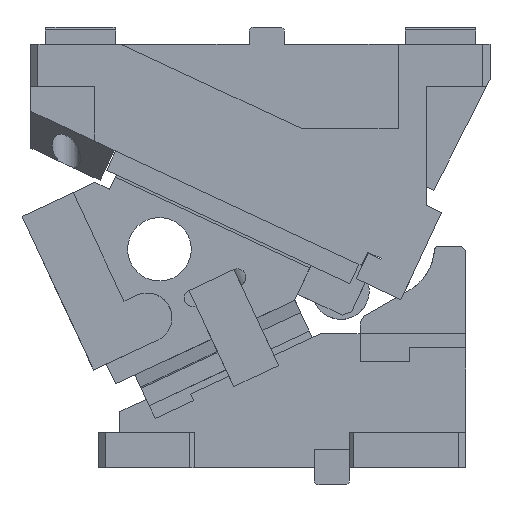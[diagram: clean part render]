
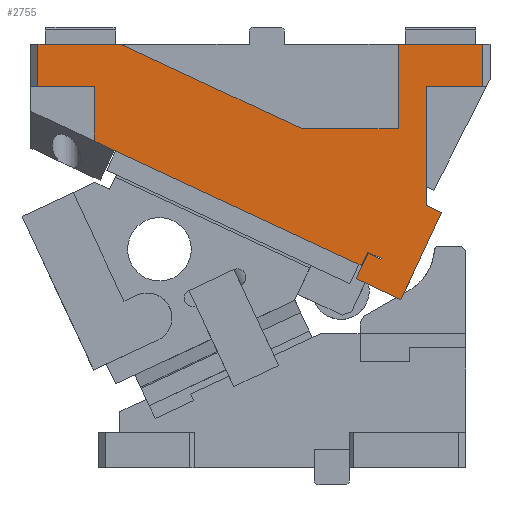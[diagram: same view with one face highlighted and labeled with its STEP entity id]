
A CAD part, left-side view. The second image highlights one B-rep face of the part: STEP entity #2755.
In plain terms, the highlighted planar face has unit normal (-1, 0, 0).
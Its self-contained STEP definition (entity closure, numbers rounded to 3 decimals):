
#1197=CARTESIAN_POINT('Vertex',(-307.656,858.905,-68.646)) ;
#1211=CARTESIAN_POINT('Vertex',(-307.656,843.935,-75.626)) ;
#1214=CARTESIAN_POINT('Line Origine',(-307.656,851.42,-72.136)) ;
#2149=CARTESIAN_POINT('Line Origine',(-307.656,623.905,-71.861)) ;
#2153=CARTESIAN_POINT('Vertex',(-307.656,623.905,-113.723)) ;
#2155=CARTESIAN_POINT('Vertex',(-307.656,623.905,-30.)) ;
#2186=CARTESIAN_POINT('Vertex',(-307.656,583.905,-30.)) ;
#2189=CARTESIAN_POINT('Line Origine',(-307.656,603.905,-30.)) ;
#2352=CARTESIAN_POINT('Vertex',(-307.656,583.905,0.)) ;
#2355=CARTESIAN_POINT('Line Origine',(-307.656,583.905,-15.)) ;
#2549=CARTESIAN_POINT('Line Origine',(-307.656,858.905,-49.323)) ;
#2553=CARTESIAN_POINT('Vertex',(-307.656,858.905,-30.)) ;
#2603=CARTESIAN_POINT('Axis2P3D Location',(-307.656,739.759,-58.18)) ;
#2608=CARTESIAN_POINT('Line Origine',(-307.656,670.83,-156.347)) ;
#2612=CARTESIAN_POINT('Vertex',(-307.656,671.736,-155.924)) ;
#2614=CARTESIAN_POINT('Vertex',(-307.656,669.924,-156.769)) ;
#2617=CARTESIAN_POINT('Line Origine',(-307.656,667.705,-152.011)) ;
#2621=CARTESIAN_POINT('Vertex',(-307.656,665.486,-147.253)) ;
#2624=CARTESIAN_POINT('Line Origine',(-307.656,660.728,-149.472)) ;
#2628=CARTESIAN_POINT('Vertex',(-307.656,655.97,-151.69)) ;
#2631=CARTESIAN_POINT('Line Origine',(-307.656,656.076,-151.917)) ;
#2635=CARTESIAN_POINT('Vertex',(-307.656,656.181,-152.144)) ;
#2638=CARTESIAN_POINT('Line Origine',(-307.656,660.713,-150.03)) ;
#2642=CARTESIAN_POINT('Vertex',(-307.656,665.244,-147.917)) ;
#2645=CARTESIAN_POINT('Line Origine',(-307.656,669.471,-156.98)) ;
#2649=CARTESIAN_POINT('Vertex',(-307.656,673.697,-166.044)) ;
#2652=CARTESIAN_POINT('Line Origine',(-307.656,657.836,-173.439)) ;
#2656=CARTESIAN_POINT('Vertex',(-307.656,641.976,-180.835)) ;
#2659=CARTESIAN_POINT('Line Origine',(-307.656,627.607,-150.021)) ;
#2663=CARTESIAN_POINT('Vertex',(-307.656,613.238,-119.206)) ;
#2666=CARTESIAN_POINT('Line Origine',(-307.656,618.676,-116.671)) ;
#2670=CARTESIAN_POINT('Vertex',(-307.656,624.114,-114.135)) ;
#2673=CARTESIAN_POINT('Line Origine',(-307.656,624.009,-113.929)) ;
#2678=CARTESIAN_POINT('Line Origine',(-307.656,613.905,0.)) ;
#2682=CARTESIAN_POINT('Vertex',(-307.656,643.905,0.)) ;
#2685=CARTESIAN_POINT('Line Origine',(-307.656,643.905,-30.)) ;
#2689=CARTESIAN_POINT('Vertex',(-307.656,643.905,-60.)) ;
#2692=CARTESIAN_POINT('Line Origine',(-307.656,677.858,-60.)) ;
#2696=CARTESIAN_POINT('Vertex',(-307.656,711.812,-60.)) ;
#2699=CARTESIAN_POINT('Line Origine',(-307.656,776.147,-30.)) ;
#2703=CARTESIAN_POINT('Vertex',(-307.656,840.482,0.)) ;
#2706=CARTESIAN_POINT('Line Origine',(-307.656,869.693,0.)) ;
#2710=CARTESIAN_POINT('Vertex',(-307.656,898.905,0.)) ;
#2713=CARTESIAN_POINT('Line Origine',(-307.656,898.905,-15.)) ;
#2717=CARTESIAN_POINT('Vertex',(-307.656,898.905,-30.)) ;
#2720=CARTESIAN_POINT('Line Origine',(-307.656,878.905,-30.)) ;
#2725=CARTESIAN_POINT('Line Origine',(-307.656,757.836,-115.775)) ;
#1215=DIRECTION('Vector Direction',(0.,-0.906,-0.423)) ;
#2150=DIRECTION('Vector Direction',(0.,0.,1.)) ;
#2190=DIRECTION('Vector Direction',(0.,-1.,0.)) ;
#2356=DIRECTION('Vector Direction',(0.,0.,-1.)) ;
#2550=DIRECTION('Vector Direction',(0.,0.,-1.)) ;
#2604=DIRECTION('Axis2P3D Direction',(1.,0.,0.)) ;
#2605=DIRECTION('Axis2P3D XDirection',(0.,1.,0.)) ;
#2609=DIRECTION('Vector Direction',(0.,-0.906,-0.423)) ;
#2618=DIRECTION('Vector Direction',(0.,-0.423,0.906)) ;
#2625=DIRECTION('Vector Direction',(0.,-0.906,-0.423)) ;
#2632=DIRECTION('Vector Direction',(0.,0.423,-0.906)) ;
#2639=DIRECTION('Vector Direction',(0.,-0.906,-0.423)) ;
#2646=DIRECTION('Vector Direction',(0.,-0.423,0.906)) ;
#2653=DIRECTION('Vector Direction',(0.,0.906,0.423)) ;
#2660=DIRECTION('Vector Direction',(0.,0.423,-0.906)) ;
#2667=DIRECTION('Vector Direction',(0.,0.906,0.423)) ;
#2674=DIRECTION('Vector Direction',(0.,-0.452,0.892)) ;
#2679=DIRECTION('Vector Direction',(0.,-1.,0.)) ;
#2686=DIRECTION('Vector Direction',(0.,0.,-1.)) ;
#2693=DIRECTION('Vector Direction',(0.,1.,0.)) ;
#2700=DIRECTION('Vector Direction',(0.,-0.906,-0.423)) ;
#2707=DIRECTION('Vector Direction',(0.,-1.,0.)) ;
#2714=DIRECTION('Vector Direction',(0.,0.,1.)) ;
#2721=DIRECTION('Vector Direction',(0.,-1.,0.)) ;
#2726=DIRECTION('Vector Direction',(0.,-0.906,-0.423)) ;
#2606=AXIS2_PLACEMENT_3D('Plane Axis2P3D',#2603,#2604,#2605) ;
#2731=ORIENTED_EDGE('',*,*,#2616,.T.) ;
#2732=ORIENTED_EDGE('',*,*,#2623,.T.) ;
#2733=ORIENTED_EDGE('',*,*,#2630,.T.) ;
#2734=ORIENTED_EDGE('',*,*,#2637,.T.) ;
#2735=ORIENTED_EDGE('',*,*,#2644,.F.) ;
#2736=ORIENTED_EDGE('',*,*,#2651,.F.) ;
#2737=ORIENTED_EDGE('',*,*,#2658,.F.) ;
#2738=ORIENTED_EDGE('',*,*,#2665,.F.) ;
#2739=ORIENTED_EDGE('',*,*,#2672,.T.) ;
#2740=ORIENTED_EDGE('',*,*,#2677,.T.) ;
#2741=ORIENTED_EDGE('',*,*,#2157,.T.) ;
#2742=ORIENTED_EDGE('',*,*,#2193,.T.) ;
#2743=ORIENTED_EDGE('',*,*,#2359,.F.) ;
#2744=ORIENTED_EDGE('',*,*,#2684,.F.) ;
#2745=ORIENTED_EDGE('',*,*,#2691,.T.) ;
#2746=ORIENTED_EDGE('',*,*,#2698,.T.) ;
#2747=ORIENTED_EDGE('',*,*,#2705,.F.) ;
#2748=ORIENTED_EDGE('',*,*,#2712,.F.) ;
#2749=ORIENTED_EDGE('',*,*,#2719,.F.) ;
#2750=ORIENTED_EDGE('',*,*,#2724,.T.) ;
#2751=ORIENTED_EDGE('',*,*,#2555,.T.) ;
#2752=ORIENTED_EDGE('',*,*,#1218,.T.) ;
#2753=ORIENTED_EDGE('',*,*,#2729,.T.) ;
#1216=VECTOR('Line Direction',#1215,1.) ;
#2151=VECTOR('Line Direction',#2150,1.) ;
#2191=VECTOR('Line Direction',#2190,1.) ;
#2357=VECTOR('Line Direction',#2356,1.) ;
#2551=VECTOR('Line Direction',#2550,1.) ;
#2610=VECTOR('Line Direction',#2609,1.) ;
#2619=VECTOR('Line Direction',#2618,1.) ;
#2626=VECTOR('Line Direction',#2625,1.) ;
#2633=VECTOR('Line Direction',#2632,1.) ;
#2640=VECTOR('Line Direction',#2639,1.) ;
#2647=VECTOR('Line Direction',#2646,1.) ;
#2654=VECTOR('Line Direction',#2653,1.) ;
#2661=VECTOR('Line Direction',#2660,1.) ;
#2668=VECTOR('Line Direction',#2667,1.) ;
#2675=VECTOR('Line Direction',#2674,1.) ;
#2680=VECTOR('Line Direction',#2679,1.) ;
#2687=VECTOR('Line Direction',#2686,1.) ;
#2694=VECTOR('Line Direction',#2693,1.) ;
#2701=VECTOR('Line Direction',#2700,1.) ;
#2708=VECTOR('Line Direction',#2707,1.) ;
#2715=VECTOR('Line Direction',#2714,1.) ;
#2722=VECTOR('Line Direction',#2721,1.) ;
#2727=VECTOR('Line Direction',#2726,1.) ;
#2755=ADVANCED_FACE('CAM HOLDER',(#2754),#2607,.F.) ;
#1218=EDGE_CURVE('',#1198,#1212,#1217,.T.) ;
#2157=EDGE_CURVE('',#2154,#2156,#2152,.T.) ;
#2193=EDGE_CURVE('',#2156,#2187,#2192,.T.) ;
#2359=EDGE_CURVE('',#2353,#2187,#2358,.T.) ;
#2555=EDGE_CURVE('',#2554,#1198,#2552,.T.) ;
#2616=EDGE_CURVE('',#2613,#2615,#2611,.T.) ;
#2623=EDGE_CURVE('',#2615,#2622,#2620,.T.) ;
#2630=EDGE_CURVE('',#2622,#2629,#2627,.T.) ;
#2637=EDGE_CURVE('',#2629,#2636,#2634,.T.) ;
#2644=EDGE_CURVE('',#2643,#2636,#2641,.T.) ;
#2651=EDGE_CURVE('',#2650,#2643,#2648,.T.) ;
#2658=EDGE_CURVE('',#2657,#2650,#2655,.T.) ;
#2665=EDGE_CURVE('',#2664,#2657,#2662,.T.) ;
#2672=EDGE_CURVE('',#2664,#2671,#2669,.T.) ;
#2677=EDGE_CURVE('',#2671,#2154,#2676,.T.) ;
#2684=EDGE_CURVE('',#2683,#2353,#2681,.T.) ;
#2691=EDGE_CURVE('',#2683,#2690,#2688,.T.) ;
#2698=EDGE_CURVE('',#2690,#2697,#2695,.T.) ;
#2705=EDGE_CURVE('',#2704,#2697,#2702,.T.) ;
#2712=EDGE_CURVE('',#2711,#2704,#2709,.T.) ;
#2719=EDGE_CURVE('',#2718,#2711,#2716,.T.) ;
#2724=EDGE_CURVE('',#2718,#2554,#2723,.T.) ;
#2729=EDGE_CURVE('',#1212,#2613,#2728,.T.) ;
#2730=EDGE_LOOP('',(#2731,#2732,#2733,#2734,#2735,#2736,#2737,#2738,#2739,#2740,#2741,#2742,#2743,#2744,#2745,#2746,#2747,#2748,#2749,#2750,#2751,#2752,#2753)) ;
#2754=FACE_OUTER_BOUND('',#2730,.T.) ;
#1217=LINE('Line',#1214,#1216) ;
#2152=LINE('Line',#2149,#2151) ;
#2192=LINE('Line',#2189,#2191) ;
#2358=LINE('Line',#2355,#2357) ;
#2552=LINE('Line',#2549,#2551) ;
#2611=LINE('Line',#2608,#2610) ;
#2620=LINE('Line',#2617,#2619) ;
#2627=LINE('Line',#2624,#2626) ;
#2634=LINE('Line',#2631,#2633) ;
#2641=LINE('Line',#2638,#2640) ;
#2648=LINE('Line',#2645,#2647) ;
#2655=LINE('Line',#2652,#2654) ;
#2662=LINE('Line',#2659,#2661) ;
#2669=LINE('Line',#2666,#2668) ;
#2676=LINE('Line',#2673,#2675) ;
#2681=LINE('Line',#2678,#2680) ;
#2688=LINE('Line',#2685,#2687) ;
#2695=LINE('Line',#2692,#2694) ;
#2702=LINE('Line',#2699,#2701) ;
#2709=LINE('Line',#2706,#2708) ;
#2716=LINE('Line',#2713,#2715) ;
#2723=LINE('Line',#2720,#2722) ;
#2728=LINE('Line',#2725,#2727) ;
#2607=PLANE('Plane',#2606) ;
#1198=VERTEX_POINT('',#1197) ;
#1212=VERTEX_POINT('',#1211) ;
#2154=VERTEX_POINT('',#2153) ;
#2156=VERTEX_POINT('',#2155) ;
#2187=VERTEX_POINT('',#2186) ;
#2353=VERTEX_POINT('',#2352) ;
#2554=VERTEX_POINT('',#2553) ;
#2613=VERTEX_POINT('',#2612) ;
#2615=VERTEX_POINT('',#2614) ;
#2622=VERTEX_POINT('',#2621) ;
#2629=VERTEX_POINT('',#2628) ;
#2636=VERTEX_POINT('',#2635) ;
#2643=VERTEX_POINT('',#2642) ;
#2650=VERTEX_POINT('',#2649) ;
#2657=VERTEX_POINT('',#2656) ;
#2664=VERTEX_POINT('',#2663) ;
#2671=VERTEX_POINT('',#2670) ;
#2683=VERTEX_POINT('',#2682) ;
#2690=VERTEX_POINT('',#2689) ;
#2697=VERTEX_POINT('',#2696) ;
#2704=VERTEX_POINT('',#2703) ;
#2711=VERTEX_POINT('',#2710) ;
#2718=VERTEX_POINT('',#2717) ;
